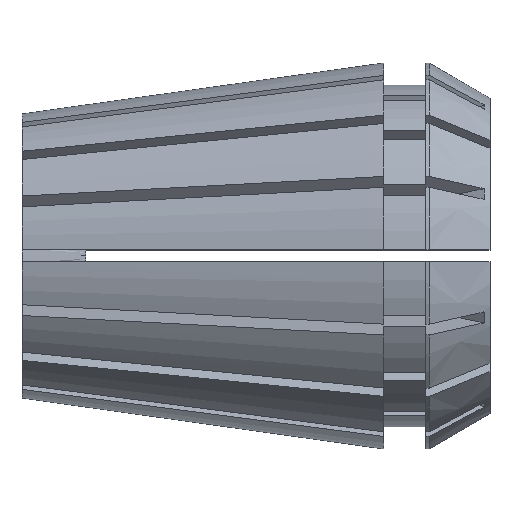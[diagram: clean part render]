
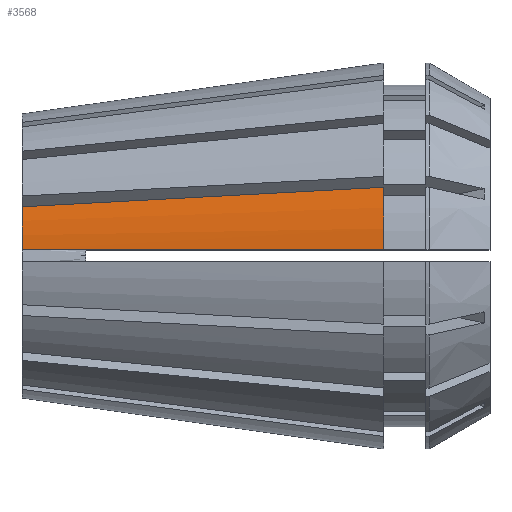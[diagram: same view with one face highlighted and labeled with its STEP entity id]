
A CAD part, top view. The second image highlights one B-rep face of the part: STEP entity #3568.
In plain terms, the highlighted conical face has half-angle 8 degrees and reference radius 16.5 mm.
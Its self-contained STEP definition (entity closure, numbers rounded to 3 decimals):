
#10 = CARTESIAN_POINT ( 'NONE',  ( 29.224, 0.5, 16.257 ) ) ;
#270 = CARTESIAN_POINT ( 'NONE',  ( 30.9, 0., 0. ) ) ;
#513 = VERTEX_POINT ( 'NONE', #738 ) ;
#517 = CARTESIAN_POINT ( 'NONE',  ( 27.548, 0.5, 16.021 ) ) ;
#556 = CARTESIAN_POINT ( 'NONE',  ( 27.645, 5.674, 15.006 ) ) ;
#578 = CARTESIAN_POINT ( 'NONE',  ( 30.9, 5.85, 15.429 ) ) ;
#613 = CARTESIAN_POINT ( 'NONE',  ( 21.136, 5.324, 14.16 ) ) ;
#738 = CARTESIAN_POINT ( 'NONE',  ( 0., 0.5, 12.147 ) ) ;
#868 = EDGE_CURVE ( 'NONE', #2190, #3392, #5347, .T. ) ;
#1136 = CIRCLE ( 'NONE', #3292, 16.5 ) ;
#1256 = VERTEX_POINT ( 'NONE', #2217 ) ;
#1266 = ORIENTED_EDGE ( 'NONE', *, *, #2668, .F. ) ;
#1328 = CARTESIAN_POINT ( 'NONE',  ( 18.516, 0.5, 14.751 ) ) ;
#1469 = ORIENTED_EDGE ( 'NONE', *, *, #2555, .T. ) ;
#1510 = DIRECTION ( 'NONE',  ( 0., 0., 1. ) ) ;
#1534 = CARTESIAN_POINT ( 'NONE',  ( 0., 0., 0. ) ) ;
#1885 = DIRECTION ( 'NONE',  ( 0., 0., 1. ) ) ;
#2190 = VERTEX_POINT ( 'NONE', #3152 ) ;
#2217 = CARTESIAN_POINT ( 'NONE',  ( 30.9, 0.5, 16.493 ) ) ;
#2329 = CARTESIAN_POINT ( 'NONE',  ( 7.045, 4.566, 12.33 ) ) ;
#2365 = DIRECTION ( 'NONE',  ( -1., 0., 0. ) ) ;
#2555 = EDGE_CURVE ( 'NONE', #1256, #3392, #1136, .T. ) ;
#2637 = CONICAL_SURFACE ( 'NONE', #5477, 16.5, 0.14 ) ;
#2655 = CARTESIAN_POINT ( 'NONE',  ( 2.537, 0.5, 12.504 ) ) ;
#2668 = EDGE_CURVE ( 'NONE', #1256, #513, #3824, .T. ) ;
#2733 = CARTESIAN_POINT ( 'NONE',  ( 11.161, 0.5, 13.717 ) ) ;
#2831 = DIRECTION ( 'NONE',  ( 0., 0., -1. ) ) ;
#3015 = CARTESIAN_POINT ( 'NONE',  ( 30.9, 0.5, 16.493 ) ) ;
#3127 = CARTESIAN_POINT ( 'NONE',  ( 14.091, 4.945, 13.245 ) ) ;
#3141 = AXIS2_PLACEMENT_3D ( 'NONE', #1534, #2365, #1510 ) ;
#3152 = CARTESIAN_POINT ( 'NONE',  ( 0., 4.187, 11.414 ) ) ;
#3292 = AXIS2_PLACEMENT_3D ( 'NONE', #3590, #4019, #1885 ) ;
#3392 = VERTEX_POINT ( 'NONE', #4370 ) ;
#3499 = CARTESIAN_POINT ( 'NONE',  ( 1.268, 0.5, 12.326 ) ) ;
#3568 = ADVANCED_FACE ( 'NONE', ( #4511 ), #2637, .T. ) ;
#3590 = CARTESIAN_POINT ( 'NONE',  ( 30.9, 0., 0. ) ) ;
#3602 = EDGE_CURVE ( 'NONE', #513, #2190, #5501, .T. ) ;
#3824 = B_SPLINE_CURVE_WITH_KNOTS ( 'NONE', 3,
 ( #3015, #10, #517, #3884, #1328, #2733, #5182, #2655, #3499, #4778 ),
 .UNSPECIFIED., .F., .F.,
 ( 4, 3, 3, 4 ),
 ( 0.056, 0.061, 0.083, 0.087 ),
 .UNSPECIFIED. ) ;
#3884 = CARTESIAN_POINT ( 'NONE',  ( 25.872, 0.5, 15.786 ) ) ;
#4019 = DIRECTION ( 'NONE',  ( -1., 0., 0. ) ) ;
#4275 = ORIENTED_EDGE ( 'NONE', *, *, #868, .F. ) ;
#4316 = EDGE_LOOP ( 'NONE', ( #4275, #5056, #1266, #1469 ) ) ;
#4370 = CARTESIAN_POINT ( 'NONE',  ( 30.9, 5.85, 15.429 ) ) ;
#4464 = CARTESIAN_POINT ( 'NONE',  ( 24.391, 5.499, 14.583 ) ) ;
#4511 = FACE_OUTER_BOUND ( 'NONE', #4316, .T. ) ;
#4778 = CARTESIAN_POINT ( 'NONE',  ( 0., 0.5, 12.147 ) ) ;
#4941 = DIRECTION ( 'NONE',  ( 1., 0., 0. ) ) ;
#5056 = ORIENTED_EDGE ( 'NONE', *, *, #3602, .F. ) ;
#5182 = CARTESIAN_POINT ( 'NONE',  ( 3.805, 0.5, 12.683 ) ) ;
#5322 = CARTESIAN_POINT ( 'NONE',  ( 0., 4.187, 11.414 ) ) ;
#5347 = B_SPLINE_CURVE_WITH_KNOTS ( 'NONE', 3,
 ( #5322, #2329, #3127, #613, #4464, #556, #578 ),
 .UNSPECIFIED., .F., .F.,
 ( 4, 3, 4 ),
 ( 0., 0.021, 0.031 ),
 .UNSPECIFIED. ) ;
#5477 = AXIS2_PLACEMENT_3D ( 'NONE', #270, #4941, #2831 ) ;
#5501 = CIRCLE ( 'NONE', #3141, 12.158 ) ;
